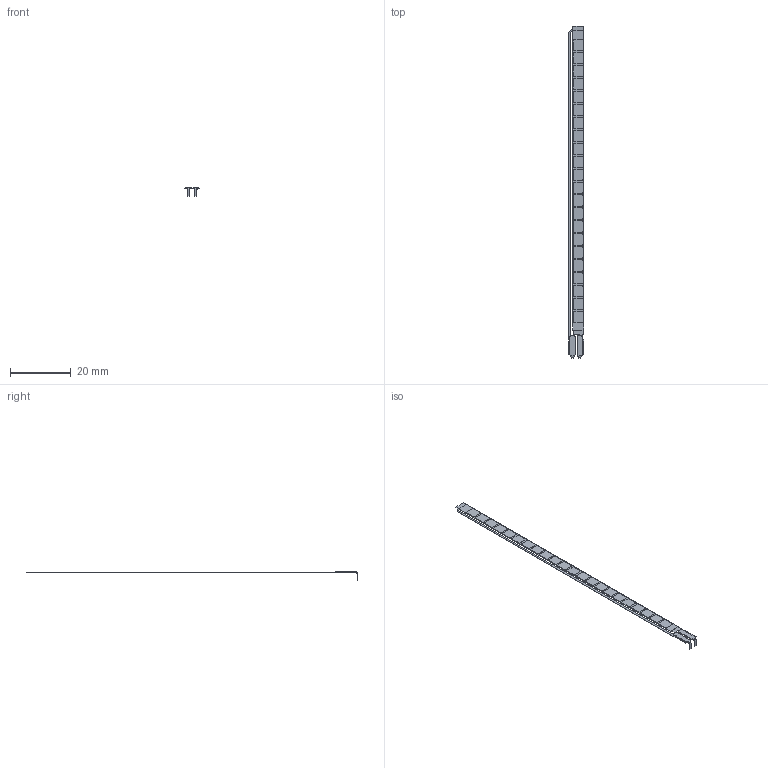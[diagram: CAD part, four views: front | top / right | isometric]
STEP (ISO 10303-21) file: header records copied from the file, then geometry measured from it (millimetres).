
FILE_DESCRIPTION(/* description */ ('Unknown','CAx-IF Rec.Pracs.---Representation and Presentation of Product Manufacturing Information (PMI)---4.0---2014-10-13','CAx-IF Rec.Pracs.---3D Tessellated Geometry---0.4---2014-09-14','2;1'),/* implementation_level */ '2;1');
FILE_NAME(/* name */ 'FS-L-0095-103-ST - Top - Right',/* time_stamp */ '2018-03-26T17:15:28-04:00',/* author */ ('Unknown'),/* organization */ ('Unknown'),/* preprocessor_version */ 'ST-DEVELOPER v16.7',/* originating_system */ 'DEX',/* authorisation */ $);
FILE_SCHEMA (('AP242_MANAGED_MODEL_BASED_3D_ENGINEERING_MIM_LF { 1 0 10303 442 20130219 1 4 }'));
Length unit declared in the file: millimetre
Products named in the file (1): FS-L-0095-103-ST - Top
Bounding box: 5.17 x 109.7 x 2.77 mm (x, y, z)
Volume: 35.1 mm3; surface area: 1003.7 mm2
Topology: 1 solids, 1 shells, 266 faces, 709 edges, 467 vertices
Faces by surface type: plane 170, cylinder 96
Entity records: 10162 total; most frequent: CARTESIAN_POINT 1443, DIRECTION 1440, ORIENTED_EDGE 1418, EDGE_CURVE 709, LINE 512, VECTOR 512, VERTEX_POINT 467, AXIS2_PLACEMENT_3D 464
